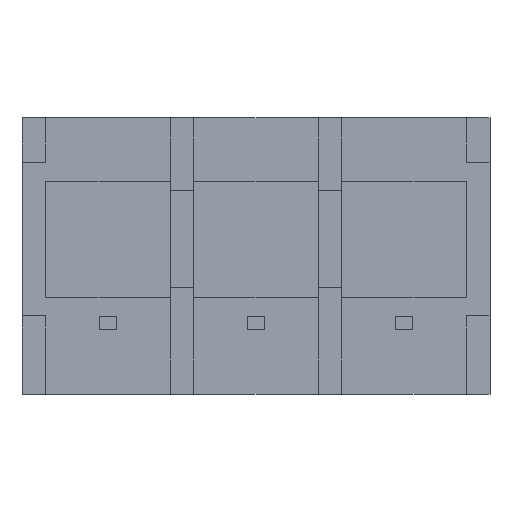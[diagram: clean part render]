
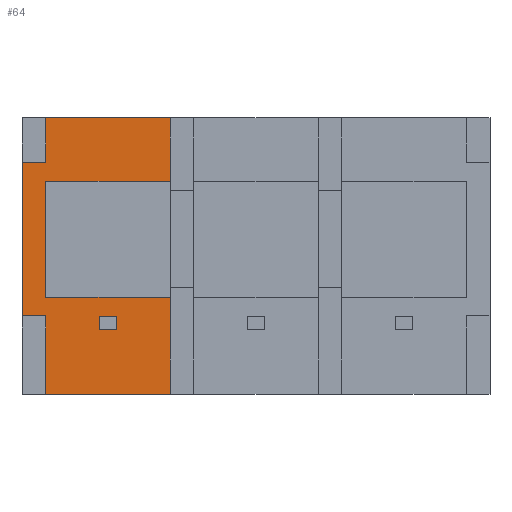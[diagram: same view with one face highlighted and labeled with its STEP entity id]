
A CAD part, front view. The second image highlights one B-rep face of the part: STEP entity #64.
In plain terms, the highlighted planar face has unit normal (0, -1, 0).
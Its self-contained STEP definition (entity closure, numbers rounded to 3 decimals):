
#64=ADVANCED_FACE('',(#598,#599),#600,.T.);
#598=FACE_OUTER_BOUND('',#1626,.T.);
#599=FACE_BOUND('',#1627,.T.);
#600=PLANE('',#1628);
#1626=EDGE_LOOP('',(#3103,#3104,#3105,#3106,#3107,#3108,#3109,#3110,#3111,#3112,#3113,#3114));
#1627=EDGE_LOOP('',(#3115,#3116,#3117,#3118));
#1628=AXIS2_PLACEMENT_3D('',#3119,#3120,#3121);
#3103=ORIENTED_EDGE('',*,*,#7276,.F.);
#3104=ORIENTED_EDGE('',*,*,#7537,.T.);
#3105=ORIENTED_EDGE('',*,*,#7538,.T.);
#3106=ORIENTED_EDGE('',*,*,#7539,.F.);
#3107=ORIENTED_EDGE('',*,*,#7540,.F.);
#3108=ORIENTED_EDGE('',*,*,#7541,.T.);
#3109=ORIENTED_EDGE('',*,*,#7542,.F.);
#3110=ORIENTED_EDGE('',*,*,#7543,.F.);
#3111=ORIENTED_EDGE('',*,*,#7544,.F.);
#3112=ORIENTED_EDGE('',*,*,#7545,.T.);
#3113=ORIENTED_EDGE('',*,*,#7546,.T.);
#3114=ORIENTED_EDGE('',*,*,#7547,.T.);
#3115=ORIENTED_EDGE('',*,*,#7548,.F.);
#3116=ORIENTED_EDGE('',*,*,#7549,.F.);
#3117=ORIENTED_EDGE('',*,*,#7550,.F.);
#3118=ORIENTED_EDGE('',*,*,#7551,.F.);
#3119=CARTESIAN_POINT('',(-15.062,-5.842,-4.661));
#3120=DIRECTION('',(0.0,-1.0,0.0));
#3121=DIRECTION('',(0.0,0.0,-1.0));
#7276=EDGE_CURVE('',#8719,#8701,#8721,.T.);
#7537=EDGE_CURVE('',#8719,#9230,#9231,.T.);
#7538=EDGE_CURVE('',#9230,#9232,#9233,.T.);
#7539=EDGE_CURVE('',#9234,#9232,#9235,.T.);
#7540=EDGE_CURVE('',#9236,#9234,#9237,.T.);
#7541=EDGE_CURVE('',#9236,#9238,#9239,.T.);
#7542=EDGE_CURVE('',#9240,#9238,#9241,.T.);
#7543=EDGE_CURVE('',#9242,#9240,#9243,.T.);
#7544=EDGE_CURVE('',#9244,#9242,#9245,.T.);
#7545=EDGE_CURVE('',#9244,#9246,#9247,.T.);
#7546=EDGE_CURVE('',#9246,#9248,#9249,.T.);
#7547=EDGE_CURVE('',#9248,#8701,#9250,.T.);
#7548=EDGE_CURVE('',#9251,#9252,#9253,.T.);
#7549=EDGE_CURVE('',#9254,#9251,#9255,.T.);
#7550=EDGE_CURVE('',#9256,#9254,#9257,.T.);
#7551=EDGE_CURVE('',#9252,#9256,#9258,.T.);
#8701=VERTEX_POINT('',#11033);
#8719=VERTEX_POINT('',#11059);
#8721=LINE('',#11062,#11063);
#9230=VERTEX_POINT('',#12048);
#9231=LINE('',#12049,#12050);
#9232=VERTEX_POINT('',#12051);
#9233=LINE('',#12052,#12053);
#9234=VERTEX_POINT('',#12054);
#9235=LINE('',#12055,#12056);
#9236=VERTEX_POINT('',#12057);
#9237=LINE('',#12058,#12059);
#9238=VERTEX_POINT('',#12060);
#9239=LINE('',#12061,#12062);
#9240=VERTEX_POINT('',#12063);
#9241=LINE('',#12064,#12065);
#9242=VERTEX_POINT('',#12066);
#9243=LINE('',#12067,#12068);
#9244=VERTEX_POINT('',#12069);
#9245=LINE('',#12070,#12071);
#9246=VERTEX_POINT('',#12072);
#9247=LINE('',#12073,#12074);
#9248=VERTEX_POINT('',#12075);
#9249=LINE('',#12076,#12077);
#9250=LINE('',#12078,#12079);
#9251=VERTEX_POINT('',#12080);
#9252=VERTEX_POINT('',#12081);
#9253=LINE('',#12082,#12083);
#9254=VERTEX_POINT('',#12084);
#9255=LINE('',#12085,#12086);
#9256=VERTEX_POINT('',#12087);
#9257=LINE('',#12088,#12089);
#9258=LINE('',#12090,#12091);
#11033=CARTESIAN_POINT('',(-15.062,-5.842,-2.845));
#11059=CARTESIAN_POINT('',(-15.062,-5.842,-12.751));
#11062=CARTESIAN_POINT('',(-15.062,-5.842,-12.751));
#11063=VECTOR('',#15401,9.906);
#12048=CARTESIAN_POINT('',(-13.526,-5.842,-12.751));
#12049=CARTESIAN_POINT('',(-15.062,-5.842,-12.751));
#12050=VECTOR('',#15597,1.537);
#12051=CARTESIAN_POINT('',(-13.526,-5.842,-17.78));
#12052=CARTESIAN_POINT('',(-13.526,-5.842,-12.751));
#12053=VECTOR('',#15598,5.029);
#12054=CARTESIAN_POINT('',(-5.525,-5.842,-17.78));
#12055=CARTESIAN_POINT('',(-5.525,-5.842,-17.78));
#12056=VECTOR('',#15599,8.001);
#12057=CARTESIAN_POINT('',(-5.525,-5.842,-11.532));
#12058=CARTESIAN_POINT('',(-5.525,-5.842,-11.532));
#12059=VECTOR('',#15600,6.248);
#12060=CARTESIAN_POINT('',(-13.526,-5.842,-11.532));
#12061=CARTESIAN_POINT('',(-5.525,-5.842,-11.532));
#12062=VECTOR('',#15601,8.001);
#12063=CARTESIAN_POINT('',(-13.526,-5.842,-4.064));
#12064=CARTESIAN_POINT('',(-13.526,-5.842,-4.064));
#12065=VECTOR('',#15602,7.468);
#12066=CARTESIAN_POINT('',(-5.525,-5.842,-4.064));
#12067=CARTESIAN_POINT('',(-5.525,-5.842,-4.064));
#12068=VECTOR('',#15603,8.001);
#12069=CARTESIAN_POINT('',(-5.525,-5.842,0.0));
#12070=CARTESIAN_POINT('',(-5.525,-5.842,0.0));
#12071=VECTOR('',#15604,4.064);
#12072=CARTESIAN_POINT('',(-13.526,-5.842,0.0));
#12073=CARTESIAN_POINT('',(-5.525,-5.842,0.0));
#12074=VECTOR('',#15605,8.001);
#12075=CARTESIAN_POINT('',(-13.526,-5.842,-2.845));
#12076=CARTESIAN_POINT('',(-13.526,-5.842,0.0));
#12077=VECTOR('',#15606,2.845);
#12078=CARTESIAN_POINT('',(-13.526,-5.842,-2.845));
#12079=VECTOR('',#15607,1.537);
#12080=CARTESIAN_POINT('',(-8.954,-5.842,-12.789));
#12081=CARTESIAN_POINT('',(-10.097,-5.842,-12.789));
#12082=CARTESIAN_POINT('',(-8.954,-5.842,-12.789));
#12083=VECTOR('',#15608,1.143);
#12084=CARTESIAN_POINT('',(-8.954,-5.842,-13.627));
#12085=CARTESIAN_POINT('',(-8.954,-5.842,-13.627));
#12086=VECTOR('',#15609,0.838);
#12087=CARTESIAN_POINT('',(-10.097,-5.842,-13.627));
#12088=CARTESIAN_POINT('',(-10.097,-5.842,-13.627));
#12089=VECTOR('',#15610,1.143);
#12090=CARTESIAN_POINT('',(-10.097,-5.842,-12.789));
#12091=VECTOR('',#15611,0.838);
#15401=DIRECTION('',(0.0,0.0,1.0));
#15597=DIRECTION('',(1.0,0.0,0.0));
#15598=DIRECTION('',(0.0,0.0,-1.0));
#15599=DIRECTION('',(-1.0,0.0,0.0));
#15600=DIRECTION('',(0.0,0.0,-1.0));
#15601=DIRECTION('',(-1.0,0.0,0.0));
#15602=DIRECTION('',(0.0,0.0,-1.0));
#15603=DIRECTION('',(-1.0,0.0,0.0));
#15604=DIRECTION('',(0.0,0.0,-1.0));
#15605=DIRECTION('',(-1.0,0.0,0.0));
#15606=DIRECTION('',(0.0,0.0,-1.0));
#15607=DIRECTION('',(-1.0,0.0,0.0));
#15608=DIRECTION('',(-1.0,0.0,0.0));
#15609=DIRECTION('',(0.0,0.0,1.0));
#15610=DIRECTION('',(1.0,0.0,0.0));
#15611=DIRECTION('',(0.0,0.0,-1.0));
